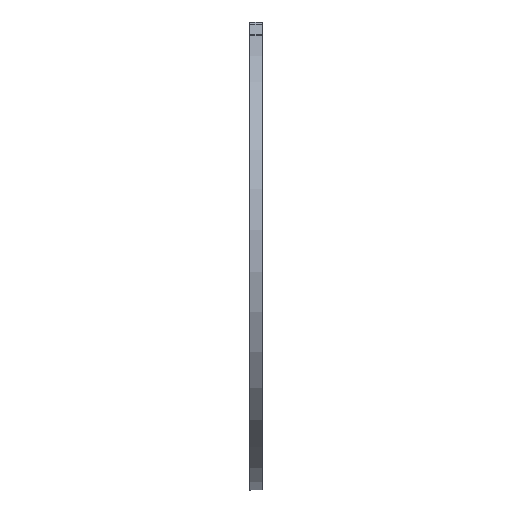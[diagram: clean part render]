
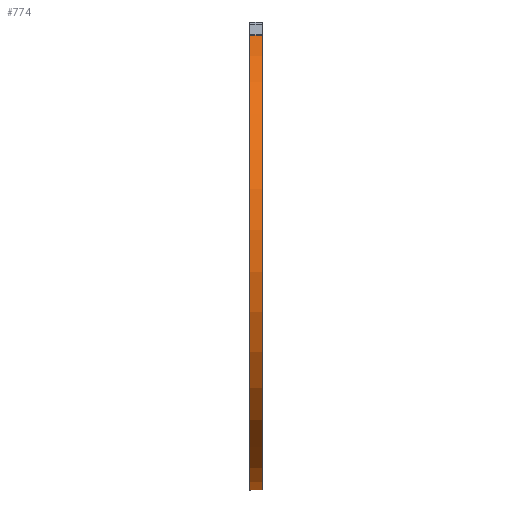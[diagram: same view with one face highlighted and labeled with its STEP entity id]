
A CAD part, left-side view. The second image highlights one B-rep face of the part: STEP entity #774.
In plain terms, the highlighted cylindrical face has radius 59.157 mm (diameter 118.313 mm), a partial arc.
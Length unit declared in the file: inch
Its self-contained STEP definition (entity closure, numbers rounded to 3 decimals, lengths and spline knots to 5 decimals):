
#24=FACE_OUTER_BOUND('',#66,.T.);
#66=EDGE_LOOP('',(#491,#492,#493,#494));
#112=LINE('',#1256,#156);
#113=LINE('',#1261,#157);
#156=VECTOR('',#966,0.3937);
#157=VECTOR('',#971,0.3937);
#201=CIRCLE('',#839,2.329);
#202=CIRCLE('',#840,2.329);
#279=VERTEX_POINT('',#1249);
#282=VERTEX_POINT('',#1254);
#283=VERTEX_POINT('',#1258);
#284=VERTEX_POINT('',#1260);
#366=EDGE_CURVE('',#282,#279,#112,.T.);
#367=EDGE_CURVE('',#282,#283,#201,.T.);
#368=EDGE_CURVE('',#284,#283,#113,.T.);
#369=EDGE_CURVE('',#284,#279,#202,.T.);
#491=ORIENTED_EDGE('',*,*,#366,.F.);
#492=ORIENTED_EDGE('',*,*,#367,.T.);
#493=ORIENTED_EDGE('',*,*,#368,.F.);
#494=ORIENTED_EDGE('',*,*,#369,.T.);
#736=CYLINDRICAL_SURFACE('',#838,2.329);
#774=ADVANCED_FACE('',(#24),#736,.T.);
#838=AXIS2_PLACEMENT_3D('',#1257,#967,#968);
#839=AXIS2_PLACEMENT_3D('',#1259,#969,#970);
#840=AXIS2_PLACEMENT_3D('',#1262,#972,#973);
#966=DIRECTION('',(0.,-1.,0.));
#967=DIRECTION('center_axis',(0.,1.,0.));
#968=DIRECTION('ref_axis',(0.,0.,-1.));
#969=DIRECTION('center_axis',(0.,-1.,0.));
#970=DIRECTION('ref_axis',(0.,0.,-1.));
#971=DIRECTION('',(0.,1.,0.));
#972=DIRECTION('center_axis',(0.,1.,0.));
#973=DIRECTION('ref_axis',(1.,0.,0.));
#1249=CARTESIAN_POINT('',(-0.97826,-0.0765,2.11359));
#1254=CARTESIAN_POINT('',(-0.97826,0.0485,2.11359));
#1256=CARTESIAN_POINT('',(-0.97826,0.153,2.11359));
#1257=CARTESIAN_POINT('Origin',(0.,0.0765,0.));
#1258=CARTESIAN_POINT('',(0.63333,0.0485,2.24124));
#1259=CARTESIAN_POINT('Origin',(0.,0.0485,0.));
#1260=CARTESIAN_POINT('',(0.63333,-0.0765,2.24124));
#1261=CARTESIAN_POINT('',(0.63333,0.0765,2.24124));
#1262=CARTESIAN_POINT('Origin',(0.,-0.0765,0.));
